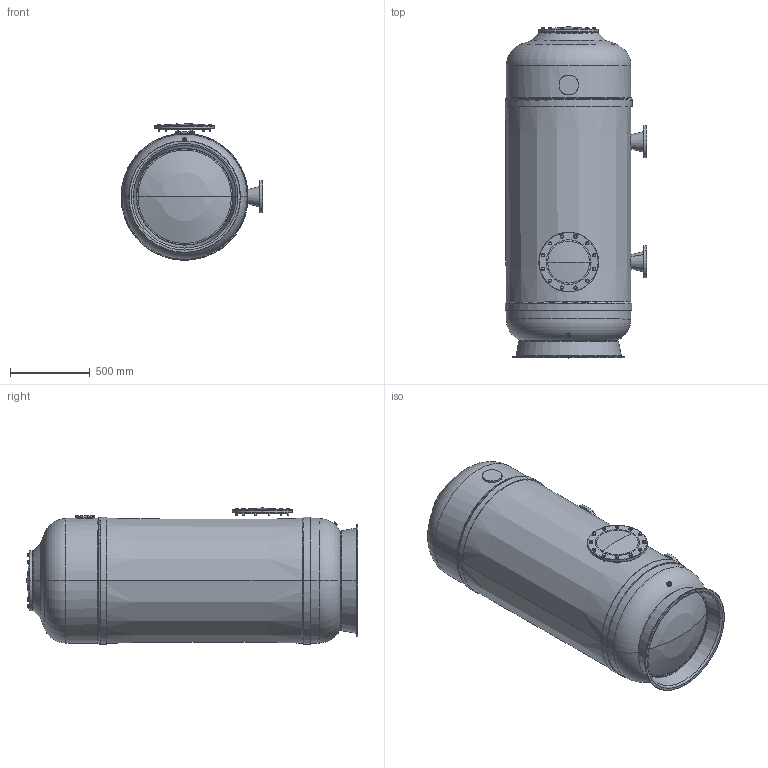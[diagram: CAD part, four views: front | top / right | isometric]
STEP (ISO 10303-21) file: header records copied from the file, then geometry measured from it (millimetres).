
FILE_DESCRIPTION (( 'STEP AP214' ), '1' );
FILE_NAME ('Balearic_80c_1200_lateral.STEP', '2021-01-06T09:26:43', ( '' ), ( '' ), 'SwSTEP 2.0', 'SolidWorks 2019', '' );
FILE_SCHEMA (( 'AUTOMOTIVE_DESIGN' ));
Length unit declared in the file: millimetre
Products named in the file (1): Balearic_80c_1200_lateral
Bounding box: 888 x 2077.52 x 855.34 mm (x, y, z)
Surface area: 12371641 mm2 (no closed solid volume)
Topology: 0 solids, 74 shells, 990 faces, 2179 edges, 1336 vertices
Faces by surface type: cylinder 330, plane 315, cone 257, torus 70, sphere 16, bspline 2
Entity records: 50544 total; most frequent: CARTESIAN_POINT 17824, DIRECTION 4349, ORIENTED_EDGE 4240, EDGE_CURVE 2145, AXIS2_PLACEMENT_3D 1855, VERTEX_POINT 1334, EDGE_LOOP 1186, UNCERTAINTY_MEASURE_WITH_UNIT 1053
